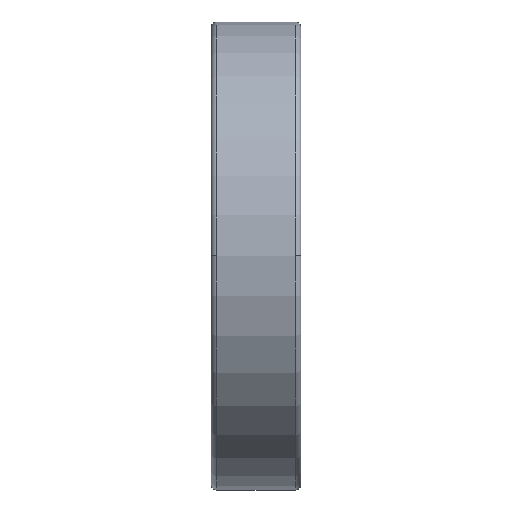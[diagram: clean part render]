
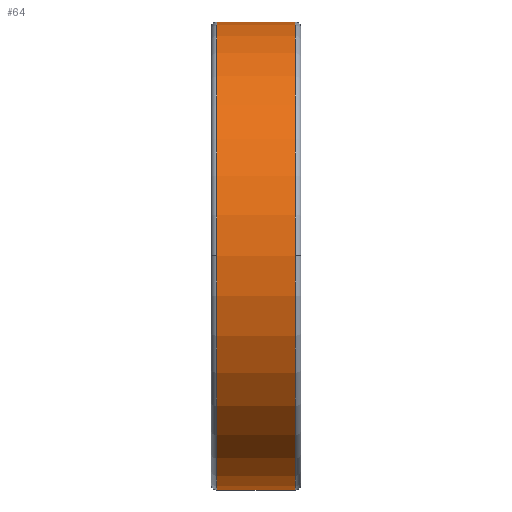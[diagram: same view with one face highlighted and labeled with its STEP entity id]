
A CAD part, top view. The second image highlights one B-rep face of the part: STEP entity #64.
In plain terms, the highlighted cylindrical face has radius 62.5 mm (diameter 125 mm), a partial arc.
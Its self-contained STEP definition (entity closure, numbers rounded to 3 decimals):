
#64=ADVANCED_FACE('',(#275),#276,.T.);
#275=FACE_OUTER_BOUND('',#731,.T.);
#276=CYLINDRICAL_SURFACE('',#732,62.5);
#731=EDGE_LOOP('',(#1201,#1202,#1203,#1204,#1205,#1206));
#732=AXIS2_PLACEMENT_3D('',#1207,#1208,#1209);
#1201=ORIENTED_EDGE('',*,*,#2971,.F.);
#1202=ORIENTED_EDGE('',*,*,#2972,.T.);
#1203=ORIENTED_EDGE('',*,*,#2973,.T.);
#1204=ORIENTED_EDGE('',*,*,#2974,.F.);
#1205=ORIENTED_EDGE('',*,*,#2975,.F.);
#1206=ORIENTED_EDGE('',*,*,#2967,.F.);
#1207=CARTESIAN_POINT('',(12.0,0.0,0.0));
#1208=DIRECTION('',(1.0,0.0,0.0));
#1209=DIRECTION('',(0.0,1.0,0.0));
#2967=EDGE_CURVE('',#3550,#3552,#3553,.T.);
#2971=EDGE_CURVE('',#3559,#3550,#3560,.T.);
#2972=EDGE_CURVE('',#3559,#3561,#3562,.T.);
#2973=EDGE_CURVE('',#3561,#3563,#3564,.T.);
#2974=EDGE_CURVE('',#3565,#3563,#3566,.T.);
#2975=EDGE_CURVE('',#3552,#3565,#3567,.T.);
#3550=VERTEX_POINT('',#4534);
#3552=VERTEX_POINT('',#4536);
#3553=CIRCLE('',#4537,62.5);
#3559=VERTEX_POINT('',#4543);
#3560=LINE('',#4544,#4545);
#3561=VERTEX_POINT('',#4546);
#3562=CIRCLE('',#4547,62.5);
#3563=VERTEX_POINT('',#4548);
#3564=CIRCLE('',#4549,62.5);
#3565=VERTEX_POINT('',#4550);
#3566=LINE('',#4551,#4552);
#3567=CIRCLE('',#4553,62.5);
#4534=CARTESIAN_POINT('',(22.5,62.5,0.0));
#4536=CARTESIAN_POINT('',(22.5,0.,62.5));
#4537=AXIS2_PLACEMENT_3D('',#6971,#6972,#6973);
#4543=CARTESIAN_POINT('',(1.5,62.5,0.0));
#4544=CARTESIAN_POINT('',(12.0,62.5,0.));
#4545=VECTOR('',#6983,1.0);
#4546=CARTESIAN_POINT('',(1.5,0.,62.5));
#4547=AXIS2_PLACEMENT_3D('',#6984,#6985,#6986);
#4548=CARTESIAN_POINT('',(1.5,-62.5,0.));
#4549=AXIS2_PLACEMENT_3D('',#6987,#6988,#6989);
#4550=CARTESIAN_POINT('',(22.5,-62.5,0.));
#4551=CARTESIAN_POINT('',(12.0,-62.5,0.));
#4552=VECTOR('',#6990,1.0);
#4553=AXIS2_PLACEMENT_3D('',#6991,#6992,#6993);
#6971=CARTESIAN_POINT('',(22.5,0.0,0.0));
#6972=DIRECTION('',(1.0,0.0,0.0));
#6973=DIRECTION('',(0.0,1.0,0.0));
#6983=DIRECTION('',(1.0,0.0,0.0));
#6984=CARTESIAN_POINT('',(1.5,0.0,0.0));
#6985=DIRECTION('',(1.0,0.0,0.0));
#6986=DIRECTION('',(0.0,1.0,0.0));
#6987=CARTESIAN_POINT('',(1.5,0.0,0.0));
#6988=DIRECTION('',(1.0,0.0,0.0));
#6989=DIRECTION('',(0.0,1.0,0.0));
#6990=DIRECTION('',(-1.0,-0.0,-0.0));
#6991=CARTESIAN_POINT('',(22.5,0.0,0.0));
#6992=DIRECTION('',(1.0,0.0,0.0));
#6993=DIRECTION('',(0.0,1.0,0.0));
